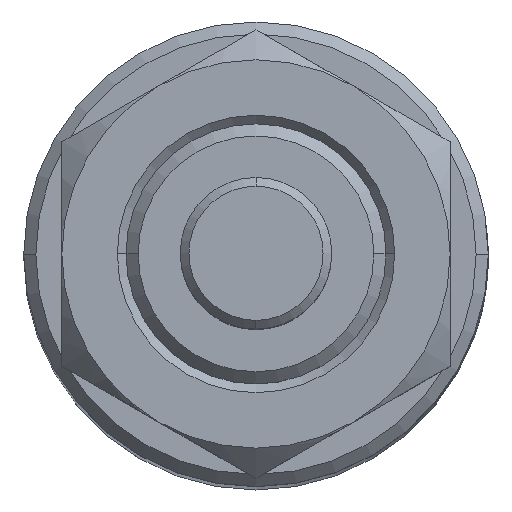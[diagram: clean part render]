
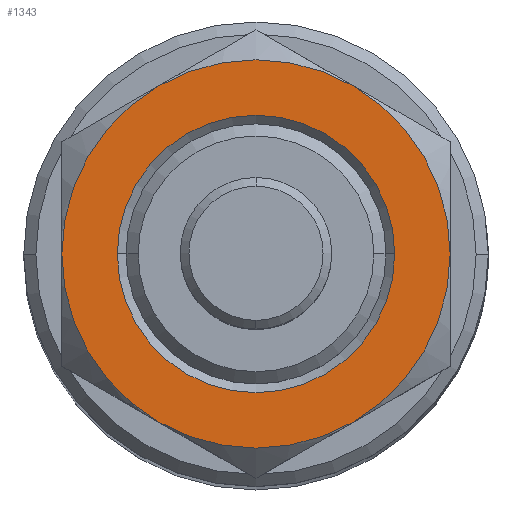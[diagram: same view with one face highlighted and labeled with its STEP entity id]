
A CAD part, top view. The second image highlights one B-rep face of the part: STEP entity #1343.
In plain terms, the highlighted planar face has unit normal (0, 0, 1).
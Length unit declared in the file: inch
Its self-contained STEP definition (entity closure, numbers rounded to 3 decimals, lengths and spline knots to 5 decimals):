
#59 = DIRECTION ( 'NONE',  ( -1., 0., 0. ) ) ;
#138 = DIRECTION ( 'NONE',  ( 0., 0., -1. ) ) ;
#145 = CARTESIAN_POINT ( 'NONE',  ( -0.28, -0.48497, 0.21 ) ) ;
#194 = EDGE_CURVE ( 'NONE', #2252, #1156, #3118, .T. ) ;
#202 = AXIS2_PLACEMENT_3D ( 'NONE', #815, #2557, #1059 ) ;
#247 = ORIENTED_EDGE ( 'NONE', *, *, #2310, .F. ) ;
#294 = EDGE_CURVE ( 'NONE', #1223, #3199, #2956, .T. ) ;
#364 = AXIS2_PLACEMENT_3D ( 'NONE', #1054, #2811, #1315 ) ;
#450 = AXIS2_PLACEMENT_3D ( 'NONE', #1990, #497, #2251 ) ;
#480 = CARTESIAN_POINT ( 'NONE',  ( -0.4, 0., 0.21 ) ) ;
#497 = DIRECTION ( 'NONE',  ( 0., 0., -1. ) ) ;
#516 = ORIENTED_EDGE ( 'NONE', *, *, #294, .T. ) ;
#641 = DIRECTION ( 'NONE',  ( 0., 0., -1. ) ) ;
#686 = CARTESIAN_POINT ( 'NONE',  ( -0.28, 0.48497, 0.21 ) ) ;
#778 = DIRECTION ( 'NONE',  ( 0., 0., 1. ) ) ;
#804 = PLANE ( 'NONE',  #3139 ) ;
#815 = CARTESIAN_POINT ( 'NONE',  ( 0., 0., 0.21 ) ) ;
#905 = EDGE_CURVE ( 'NONE', #2194, #1999, #1632, .T. ) ;
#922 = CIRCLE ( 'NONE', #2298, 0.56 ) ;
#942 = ORIENTED_EDGE ( 'NONE', *, *, #1096, .T. ) ;
#955 = DIRECTION ( 'NONE',  ( 0., 0., -1. ) ) ;
#1054 = CARTESIAN_POINT ( 'NONE',  ( 0., 0., 0.21 ) ) ;
#1057 = CARTESIAN_POINT ( 'NONE',  ( 0., 0., 0.21 ) ) ;
#1058 = AXIS2_PLACEMENT_3D ( 'NONE', #1644, #138, #1886 ) ;
#1059 = DIRECTION ( 'NONE',  ( -1., 0., 0. ) ) ;
#1096 = EDGE_CURVE ( 'NONE', #1156, #2252, #3067, .T. ) ;
#1156 = VERTEX_POINT ( 'NONE', #480 ) ;
#1187 = AXIS2_PLACEMENT_3D ( 'NONE', #2144, #641, #2387 ) ;
#1223 = VERTEX_POINT ( 'NONE', #2789 ) ;
#1266 = FACE_BOUND ( 'NONE', #2341, .T. ) ;
#1315 = DIRECTION ( 'NONE',  ( -1., 0., 0. ) ) ;
#1316 = DIRECTION ( 'NONE',  ( -1., 0., 0. ) ) ;
#1322 = CIRCLE ( 'NONE', #450, 0.56 ) ;
#1343 = ADVANCED_FACE ( 'NONE', ( #1266, #2595 ), #804, .F. ) ;
#1352 = ORIENTED_EDGE ( 'NONE', *, *, #2937, .F. ) ;
#1475 = CARTESIAN_POINT ( 'NONE',  ( -0.56, 0., 0.21 ) ) ;
#1507 = ORIENTED_EDGE ( 'NONE', *, *, #3089, .F. ) ;
#1529 = EDGE_CURVE ( 'NONE', #2096, #3199, #2790, .T. ) ;
#1537 = AXIS2_PLACEMENT_3D ( 'NONE', #2271, #778, #2524 ) ;
#1561 = DIRECTION ( 'NONE',  ( 0., 0., -1. ) ) ;
#1605 = CARTESIAN_POINT ( 'NONE',  ( 0.28, 0.48497, 0.21 ) ) ;
#1632 = CIRCLE ( 'NONE', #1187, 0.56 ) ;
#1644 = CARTESIAN_POINT ( 'NONE',  ( 0., 0., 0.21 ) ) ;
#1886 = DIRECTION ( 'NONE',  ( -1., 0., 0. ) ) ;
#1990 = CARTESIAN_POINT ( 'NONE',  ( 0., 0., 0.21 ) ) ;
#1999 = VERTEX_POINT ( 'NONE', #145 ) ;
#2010 = CARTESIAN_POINT ( 'NONE',  ( 0.4, 0., 0.21 ) ) ;
#2096 = VERTEX_POINT ( 'NONE', #686 ) ;
#2144 = CARTESIAN_POINT ( 'NONE',  ( 0., 0., 0.21 ) ) ;
#2194 = VERTEX_POINT ( 'NONE', #2502 ) ;
#2235 = CIRCLE ( 'NONE', #202, 0.56 ) ;
#2251 = DIRECTION ( 'NONE',  ( -1., 0., 0. ) ) ;
#2252 = VERTEX_POINT ( 'NONE', #2010 ) ;
#2271 = CARTESIAN_POINT ( 'NONE',  ( 0., 0., 0.21 ) ) ;
#2298 = AXIS2_PLACEMENT_3D ( 'NONE', #1057, #2812, #1316 ) ;
#2303 = ORIENTED_EDGE ( 'NONE', *, *, #194, .T. ) ;
#2310 = EDGE_CURVE ( 'NONE', #1223, #2194, #2235, .T. ) ;
#2341 = EDGE_LOOP ( 'NONE', ( #2303, #942 ) ) ;
#2387 = DIRECTION ( 'NONE',  ( -1., 0., 0. ) ) ;
#2430 = ORIENTED_EDGE ( 'NONE', *, *, #905, .F. ) ;
#2457 = CARTESIAN_POINT ( 'NONE',  ( 0., 0., 0.21 ) ) ;
#2502 = CARTESIAN_POINT ( 'NONE',  ( 0.28, -0.48497, 0.21 ) ) ;
#2524 = DIRECTION ( 'NONE',  ( 1., 0., 0. ) ) ;
#2557 = DIRECTION ( 'NONE',  ( 0., 0., -1. ) ) ;
#2595 = FACE_OUTER_BOUND ( 'NONE', #3206, .T. ) ;
#2702 = DIRECTION ( 'NONE',  ( -1., 0., 0. ) ) ;
#2789 = CARTESIAN_POINT ( 'NONE',  ( 0.56, 0., 0.21 ) ) ;
#2790 = CIRCLE ( 'NONE', #1058, 0.56 ) ;
#2811 = DIRECTION ( 'NONE',  ( 0., 0., -1. ) ) ;
#2812 = DIRECTION ( 'NONE',  ( 0., 0., -1. ) ) ;
#2913 = VERTEX_POINT ( 'NONE', #1475 ) ;
#2937 = EDGE_CURVE ( 'NONE', #2913, #2096, #1322, .T. ) ;
#2956 = CIRCLE ( 'NONE', #1537, 0.56 ) ;
#3029 = AXIS2_PLACEMENT_3D ( 'NONE', #2457, #955, #2702 ) ;
#3053 = CARTESIAN_POINT ( 'NONE',  ( 0.56, 0.96995, 0.21 ) ) ;
#3067 = CIRCLE ( 'NONE', #3029, 0.4 ) ;
#3089 = EDGE_CURVE ( 'NONE', #1999, #2913, #922, .T. ) ;
#3118 = CIRCLE ( 'NONE', #364, 0.4 ) ;
#3126 = ORIENTED_EDGE ( 'NONE', *, *, #1529, .F. ) ;
#3139 = AXIS2_PLACEMENT_3D ( 'NONE', #3053, #1561, #59 ) ;
#3199 = VERTEX_POINT ( 'NONE', #1605 ) ;
#3206 = EDGE_LOOP ( 'NONE', ( #1352, #1507, #2430, #247, #516, #3126 ) ) ;
